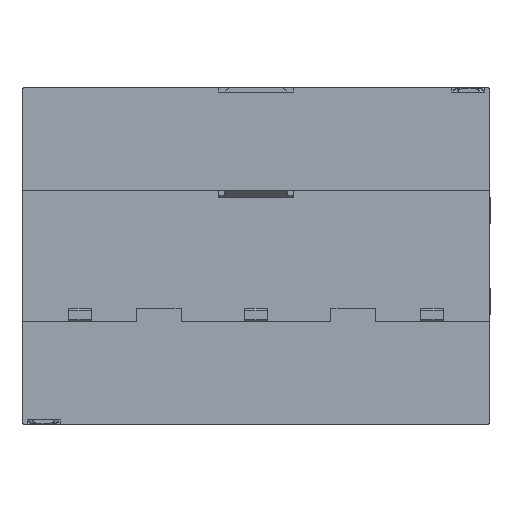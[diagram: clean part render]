
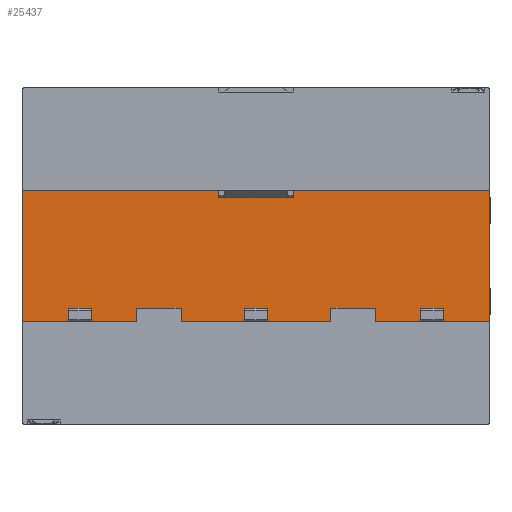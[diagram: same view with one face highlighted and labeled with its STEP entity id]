
A CAD part, front view. The second image highlights one B-rep face of the part: STEP entity #25437.
In plain terms, the highlighted planar face has unit normal (0, -1, 0).
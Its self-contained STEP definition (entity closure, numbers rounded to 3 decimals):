
#1=DIRECTION('',(1.,0.,0.));
#2=VECTOR('',#1,124.6);
#3=CARTESIAN_POINT('',(-62.3,0.,17.5));
#4=LINE('',#3,#2);
#5=DIRECTION('',(-1.,0.,0.));
#6=VECTOR('',#5,12.3);
#7=CARTESIAN_POINT('',(62.3,0.,-17.5));
#8=LINE('',#7,#6);
#9=DIRECTION('',(0.,0.,1.));
#10=VECTOR('',#9,3.5);
#11=CARTESIAN_POINT('',(50.,0.,-17.5));
#12=LINE('',#11,#10);
#13=DIRECTION('',(0.,0.,-1.));
#14=VECTOR('',#13,3.5);
#15=CARTESIAN_POINT('',(44.,0.,-14.));
#16=LINE('',#15,#14);
#17=DIRECTION('',(0.,0.,1.));
#18=VECTOR('',#17,3.5);
#19=CARTESIAN_POINT('',(3.,0.,-17.5));
#20=LINE('',#19,#18);
#21=DIRECTION('',(0.,0.,-1.));
#22=VECTOR('',#21,3.5);
#23=CARTESIAN_POINT('',(-3.,0.,-14.));
#24=LINE('',#23,#22);
#25=DIRECTION('',(0.,0.,1.));
#26=VECTOR('',#25,3.5);
#27=CARTESIAN_POINT('',(-44.,0.,-17.5));
#28=LINE('',#27,#26);
#29=DIRECTION('',(0.,0.,-1.));
#30=VECTOR('',#29,3.5);
#31=CARTESIAN_POINT('',(-50.,0.,-14.));
#32=LINE('',#31,#30);
#33=DIRECTION('',(-1.,0.,0.));
#34=VECTOR('',#33,12.3);
#35=CARTESIAN_POINT('',(-50.,0.,-17.5));
#36=LINE('',#35,#34);
#49=DIRECTION('',(0.,0.,-1.));
#50=VECTOR('',#49,35.);
#51=CARTESIAN_POINT('',(-62.3,0.,17.5));
#52=LINE('',#51,#50);
#1489=DIRECTION('',(0.,0.,-1.));
#1490=VECTOR('',#1489,35.);
#1491=CARTESIAN_POINT('',(62.3,0.,17.5));
#1492=LINE('',#1491,#1490);
#7373=DIRECTION('',(1.,0.,0.));
#7374=VECTOR('',#7373,41.);
#7375=CARTESIAN_POINT('',(-44.,0.,-17.5));
#7376=LINE('',#7375,#7374);
#7377=DIRECTION('',(1.,0.,0.));
#7378=VECTOR('',#7377,41.);
#7379=CARTESIAN_POINT('',(3.,0.,-17.5));
#7380=LINE('',#7379,#7378);
#7437=DIRECTION('',(-1.,0.,0.));
#7438=VECTOR('',#7437,6.);
#7439=CARTESIAN_POINT('',(-44.,0.,-14.));
#7440=LINE('',#7439,#7438);
#7477=DIRECTION('',(-1.,0.,0.));
#7478=VECTOR('',#7477,6.);
#7479=CARTESIAN_POINT('',(3.,0.,-14.));
#7480=LINE('',#7479,#7478);
#7517=DIRECTION('',(-1.,0.,0.));
#7518=VECTOR('',#7517,6.);
#7519=CARTESIAN_POINT('',(50.,0.,-14.));
#7520=LINE('',#7519,#7518);
#22738=CARTESIAN_POINT('',(50.,0.,-14.));
#22739=CARTESIAN_POINT('',(44.,0.,-14.));
#22740=VERTEX_POINT('',#22738);
#22741=VERTEX_POINT('',#22739);
#22746=CARTESIAN_POINT('',(3.,0.,-14.));
#22747=CARTESIAN_POINT('',(-3.,0.,-14.));
#22748=VERTEX_POINT('',#22746);
#22749=VERTEX_POINT('',#22747);
#22754=CARTESIAN_POINT('',(-44.,0.,-14.));
#22755=CARTESIAN_POINT('',(-50.,0.,-14.));
#22756=VERTEX_POINT('',#22754);
#22757=VERTEX_POINT('',#22755);
#24039=CARTESIAN_POINT('',(-62.3,0.,17.5));
#24041=VERTEX_POINT('',#24039);
#24042=CARTESIAN_POINT('',(-62.3,0.,-17.5));
#24043=VERTEX_POINT('',#24042);
#24047=CARTESIAN_POINT('',(62.3,0.,17.5));
#24049=VERTEX_POINT('',#24047);
#24050=CARTESIAN_POINT('',(62.3,0.,-17.5));
#24051=VERTEX_POINT('',#24050);
#24607=CARTESIAN_POINT('',(50.,0.,-17.5));
#24608=CARTESIAN_POINT('',(44.,0.,-17.5));
#24609=VERTEX_POINT('',#24607);
#24610=VERTEX_POINT('',#24608);
#24611=CARTESIAN_POINT('',(3.,0.,-17.5));
#24612=CARTESIAN_POINT('',(-3.,0.,-17.5));
#24613=VERTEX_POINT('',#24611);
#24614=VERTEX_POINT('',#24612);
#24615=CARTESIAN_POINT('',(-44.,0.,-17.5));
#24616=CARTESIAN_POINT('',(-50.,0.,-17.5));
#24617=VERTEX_POINT('',#24615);
#24618=VERTEX_POINT('',#24616);
#25398=CARTESIAN_POINT('',(0.,0.,0.));
#25399=DIRECTION('',(0.,1.,0.));
#25400=DIRECTION('',(-1.,0.,0.));
#25401=AXIS2_PLACEMENT_3D('',#25398,#25399,#25400);
#25402=PLANE('',#25401);
#25404=ORIENTED_EDGE('',*,*,#25403,.T.);
#25406=ORIENTED_EDGE('',*,*,#25405,.T.);
#25408=ORIENTED_EDGE('',*,*,#25407,.T.);
#25410=ORIENTED_EDGE('',*,*,#25409,.T.);
#25412=ORIENTED_EDGE('',*,*,#25411,.T.);
#25414=ORIENTED_EDGE('',*,*,#25413,.T.);
#25416=ORIENTED_EDGE('',*,*,#25415,.F.);
#25418=ORIENTED_EDGE('',*,*,#25417,.T.);
#25420=ORIENTED_EDGE('',*,*,#25419,.T.);
#25422=ORIENTED_EDGE('',*,*,#25421,.T.);
#25424=ORIENTED_EDGE('',*,*,#25423,.F.);
#25426=ORIENTED_EDGE('',*,*,#25425,.T.);
#25428=ORIENTED_EDGE('',*,*,#25427,.T.);
#25430=ORIENTED_EDGE('',*,*,#25429,.T.);
#25432=ORIENTED_EDGE('',*,*,#25431,.T.);
#25434=ORIENTED_EDGE('',*,*,#25433,.F.);
#25435=EDGE_LOOP('',(#25404,#25406,#25408,#25410,#25412,#25414,#25416,#25418,
#25420,#25422,#25424,#25426,#25428,#25430,#25432,#25434));
#25436=FACE_OUTER_BOUND('',#25435,.F.);
#25437=ADVANCED_FACE('',(#25436),#25402,.F.);
#25403=EDGE_CURVE('',#24041,#24049,#4,.T.);
#25405=EDGE_CURVE('',#24049,#24051,#1492,.T.);
#25407=EDGE_CURVE('',#24051,#24609,#8,.T.);
#25409=EDGE_CURVE('',#24609,#22740,#12,.T.);
#25411=EDGE_CURVE('',#22740,#22741,#7520,.T.);
#25413=EDGE_CURVE('',#22741,#24610,#16,.T.);
#25415=EDGE_CURVE('',#24613,#24610,#7380,.T.);
#25417=EDGE_CURVE('',#24613,#22748,#20,.T.);
#25419=EDGE_CURVE('',#22748,#22749,#7480,.T.);
#25421=EDGE_CURVE('',#22749,#24614,#24,.T.);
#25423=EDGE_CURVE('',#24617,#24614,#7376,.T.);
#25425=EDGE_CURVE('',#24617,#22756,#28,.T.);
#25427=EDGE_CURVE('',#22756,#22757,#7440,.T.);
#25429=EDGE_CURVE('',#22757,#24618,#32,.T.);
#25431=EDGE_CURVE('',#24618,#24043,#36,.T.);
#25433=EDGE_CURVE('',#24041,#24043,#52,.T.);
